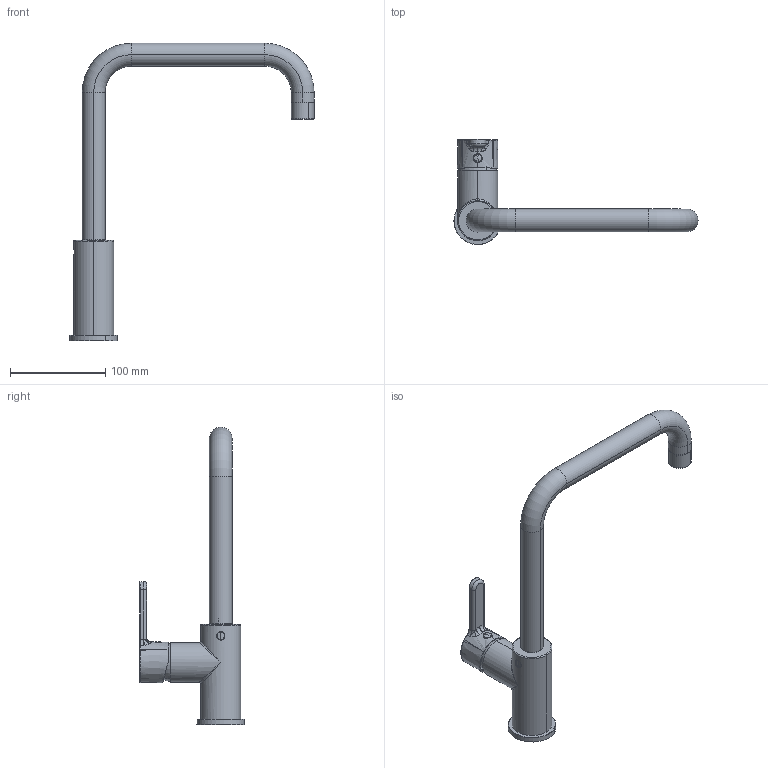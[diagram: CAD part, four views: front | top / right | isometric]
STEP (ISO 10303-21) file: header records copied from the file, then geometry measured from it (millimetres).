
FILE_DESCRIPTION(('CATIA V5 STEP Exchange','CAx-IF Rec.Pracs.--- Model Styling and Organization---1.5--- 2016-08-15','CAx-IF Rec.Pracs.---Supplemental Geometry---1.0---2011-11-01','CAx-IF Rec.Pracs.--- Composite Materials ---3.4---2017-06-13','CAx-IF Rec.Pracs.---Tessellated 3D Geometry---1.0---2015-12-17'),'2;1');
FILE_NAME('H2I02535.stp','2022-10-21T08:07:01+00:00',('none'),('none'),'CATIA Version 5-6 Release 2020 SP2','CATIA V5 STEP AP242 v2','none');
FILE_SCHEMA(('AP242_MANAGED_MODEL_BASED_3D_ENGINEERING_MIM_LF {1 0 10303 442 1 1 4}'));
Length unit declared in the file: millimetre
Products named in the file (13): H2I02535; P32475; P32376; PR97929; P45345; P45328; P45327; P40477; P32539; P50166; P52157; P42087; P93245
Assembly tree (12 placements, depth 3):
  H2I02535
    P32475
    P32376
    PR97929
      P45345
      P45328
      P45327
    P40477
    P32539
    P50166
    P52157
    P42087
    P93245
Bounding box: 256.99 x 110.49 x 313 mm (x, y, z)
Volume: 222196.2 mm3; surface area: 122475.8 mm2
Topology: 11 solids, 11 shells, 627 faces, 1749 edges, 1095 vertices
Faces by surface type: plane 218, cylinder 206, cone 97, bspline 57, torus 47, sphere 2
Entity records: 22769 total; most frequent: CARTESIAN_POINT 8175, ORIENTED_EDGE 3470, DIRECTION 2131, EDGE_CURVE 1735, VERTEX_POINT 1095, AXIS2_PLACEMENT_3D 1075, CIRCLE 735, VECTOR 716
